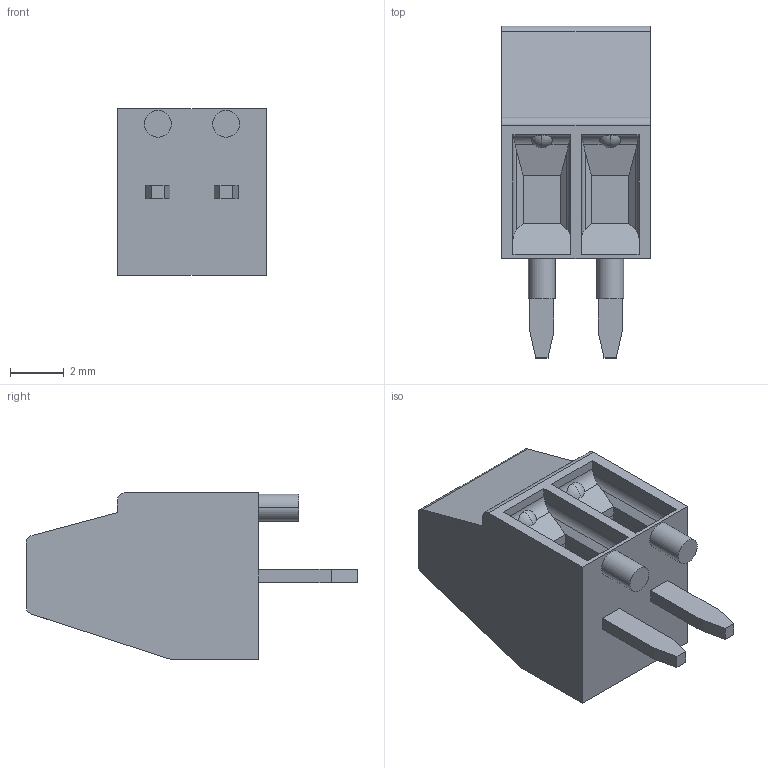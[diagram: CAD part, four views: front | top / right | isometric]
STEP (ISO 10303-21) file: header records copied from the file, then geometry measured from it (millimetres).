
FILE_DESCRIPTION (( 'STEP AP214' ), '1' );
FILE_NAME ('1725656.STEP', '2025-01-20T15:23:45', ( 'LENOVO' ), ( '' ), 'SwSTEP 2.0', 'SolidWorks 2021', '' );
FILE_SCHEMA (( 'AUTOMOTIVE_DESIGN' ));
Length unit declared in the file: millimetre
Products named in the file (2): 1725656_1725656; 1725656
Assembly tree (1 placements, depth 2):
  1725656
    1725656_1725656
Bounding box: 5.54 x 12.35 x 6.2 mm (x, y, z)
Volume: 204.8 mm3; surface area: 668.7 mm2
Topology: 7 solids, 7 shells, 144 faces, 354 edges, 232 vertices
Faces by surface type: plane 119, cylinder 21, sphere 4
Entity records: 4358 total; most frequent: CARTESIAN_POINT 814, ORIENTED_EDGE 708, DIRECTION 682, EDGE_CURVE 354, LINE 290, VECTOR 290, VERTEX_POINT 232, AXIS2_PLACEMENT_3D 196
